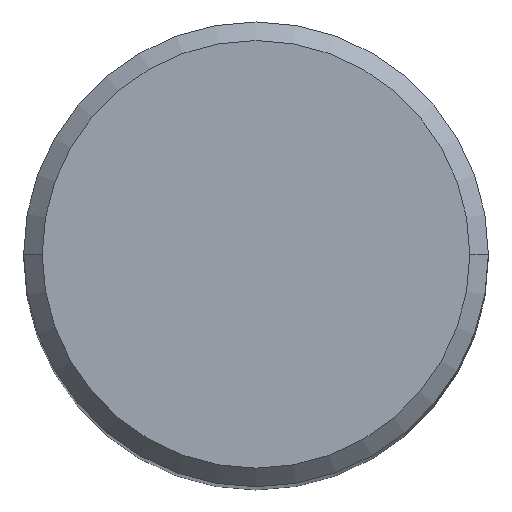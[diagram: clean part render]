
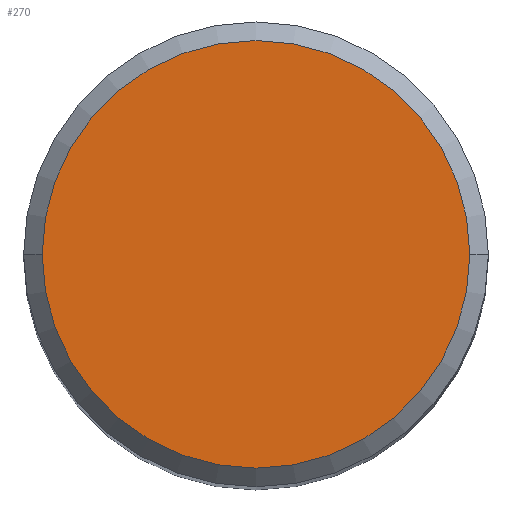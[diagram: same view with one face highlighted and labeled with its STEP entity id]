
A CAD part, top view. The second image highlights one B-rep face of the part: STEP entity #270.
In plain terms, the highlighted planar face has unit normal (0, 0, 1).
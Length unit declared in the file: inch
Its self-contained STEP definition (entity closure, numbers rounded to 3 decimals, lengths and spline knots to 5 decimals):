
#11 = DIRECTION ( 'NONE',  ( 1., 0., 0. ) ) ;
#27 = CARTESIAN_POINT ( 'NONE',  ( 0., 0., 0. ) ) ;
#56 = FACE_OUTER_BOUND ( 'NONE', #426, .T. ) ;
#59 = ORIENTED_EDGE ( 'NONE', *, *, #289, .T. ) ;
#83 = VERTEX_POINT ( 'NONE', #226 ) ;
#139 = CARTESIAN_POINT ( 'NONE',  ( 0.1725, 0., 0. ) ) ;
#141 = CIRCLE ( 'NONE', #255, 0.1725 ) ;
#152 = AXIS2_PLACEMENT_3D ( 'NONE', #298, #344, #443 ) ;
#174 = VERTEX_POINT ( 'NONE', #139 ) ;
#223 = CIRCLE ( 'NONE', #448, 0.1725 ) ;
#226 = CARTESIAN_POINT ( 'NONE',  ( -0.1725, 0., 0. ) ) ;
#255 = AXIS2_PLACEMENT_3D ( 'NONE', #27, #276, #432 ) ;
#270 = ADVANCED_FACE ( 'NONE', ( #56 ), #349, .F. ) ;
#276 = DIRECTION ( 'NONE',  ( 0., 0., 1. ) ) ;
#289 = EDGE_CURVE ( 'NONE', #83, #174, #223, .T. ) ;
#298 = CARTESIAN_POINT ( 'NONE',  ( 0., 0.1725, 0. ) ) ;
#344 = DIRECTION ( 'NONE',  ( 0., 0., -1. ) ) ;
#349 = PLANE ( 'NONE',  #152 ) ;
#366 = EDGE_CURVE ( 'NONE', #174, #83, #141, .T. ) ;
#374 = DIRECTION ( 'NONE',  ( 0., 0., 1. ) ) ;
#379 = CARTESIAN_POINT ( 'NONE',  ( 0., 0., 0. ) ) ;
#426 = EDGE_LOOP ( 'NONE', ( #59, #436 ) ) ;
#432 = DIRECTION ( 'NONE',  ( 1., 0., 0. ) ) ;
#436 = ORIENTED_EDGE ( 'NONE', *, *, #366, .T. ) ;
#443 = DIRECTION ( 'NONE',  ( -1., 0., 0. ) ) ;
#448 = AXIS2_PLACEMENT_3D ( 'NONE', #379, #374, #11 ) ;
